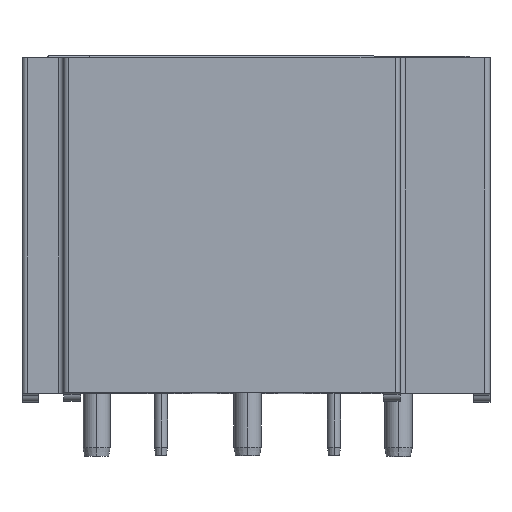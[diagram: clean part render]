
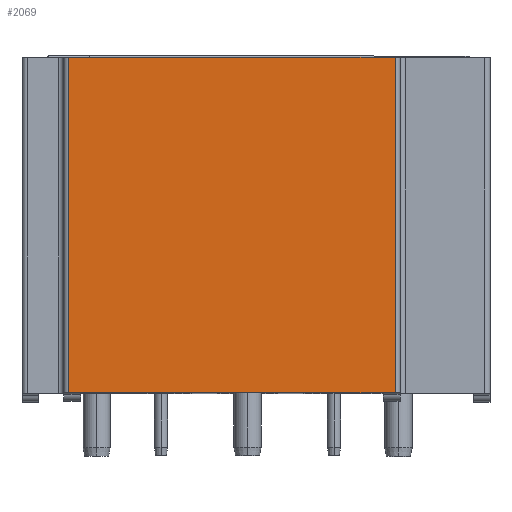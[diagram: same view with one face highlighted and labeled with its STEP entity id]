
A CAD part, top view. The second image highlights one B-rep face of the part: STEP entity #2069.
In plain terms, the highlighted planar face has unit normal (0, 0, 1).
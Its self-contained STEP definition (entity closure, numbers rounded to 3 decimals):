
#257 = ORIENTED_EDGE ( 'NONE', *, *, #4390, .T. ) ;
#519 = DIRECTION ( 'NONE',  ( 1., 0., 0. ) ) ;
#631 = EDGE_CURVE ( 'NONE', #3479, #1331, #2074, .T. ) ;
#851 = VECTOR ( 'NONE', #4069, 1000. ) ;
#993 = VECTOR ( 'NONE', #519, 1000. ) ;
#1277 = DIRECTION ( 'NONE',  ( 0., -1., 0. ) ) ;
#1289 = EDGE_CURVE ( 'NONE', #1331, #4106, #2886, .T. ) ;
#1319 = CARTESIAN_POINT ( 'NONE',  ( -13.8, 83.058, 16. ) ) ;
#1331 = VERTEX_POINT ( 'NONE', #5266 ) ;
#1487 = CARTESIAN_POINT ( 'NONE',  ( -11.05, 20.3, 16. ) ) ;
#1496 = VERTEX_POINT ( 'NONE', #1487 ) ;
#1783 = VECTOR ( 'NONE', #3189, 1000. ) ;
#2069 = ADVANCED_FACE ( 'NONE', ( #4899 ), #4959, .F. ) ;
#2074 = LINE ( 'NONE', #5012, #993 ) ;
#2117 = DIRECTION ( 'NONE',  ( 0., 0., -1. ) ) ;
#2157 = CARTESIAN_POINT ( 'NONE',  ( -11.05, 0.5, 16. ) ) ;
#2372 = CARTESIAN_POINT ( 'NONE',  ( 8.2, 83.058, 16. ) ) ;
#2846 = LINE ( 'NONE', #2856, #4410 ) ;
#2856 = CARTESIAN_POINT ( 'NONE',  ( -11.05, 83.058, 16. ) ) ;
#2886 = LINE ( 'NONE', #2372, #1783 ) ;
#3003 = EDGE_LOOP ( 'NONE', ( #3538, #4052, #3871, #257 ) ) ;
#3189 = DIRECTION ( 'NONE',  ( 0., 1., 0. ) ) ;
#3243 = CARTESIAN_POINT ( 'NONE',  ( -11.35, 20.3, 16. ) ) ;
#3384 = LINE ( 'NONE', #3243, #851 ) ;
#3479 = VERTEX_POINT ( 'NONE', #2157 ) ;
#3538 = ORIENTED_EDGE ( 'NONE', *, *, #631, .T. ) ;
#3859 = AXIS2_PLACEMENT_3D ( 'NONE', #1319, #2117, #5007 ) ;
#3871 = ORIENTED_EDGE ( 'NONE', *, *, #4288, .F. ) ;
#3873 = CARTESIAN_POINT ( 'NONE',  ( 8.2, 20.3, 16. ) ) ;
#4052 = ORIENTED_EDGE ( 'NONE', *, *, #1289, .T. ) ;
#4069 = DIRECTION ( 'NONE',  ( 1., 0., 0. ) ) ;
#4106 = VERTEX_POINT ( 'NONE', #3873 ) ;
#4288 = EDGE_CURVE ( 'NONE', #1496, #4106, #3384, .T. ) ;
#4390 = EDGE_CURVE ( 'NONE', #1496, #3479, #2846, .T. ) ;
#4410 = VECTOR ( 'NONE', #1277, 1000. ) ;
#4899 = FACE_OUTER_BOUND ( 'NONE', #3003, .T. ) ;
#4959 = PLANE ( 'NONE',  #3859 ) ;
#5007 = DIRECTION ( 'NONE',  ( -1., 0., 0. ) ) ;
#5012 = CARTESIAN_POINT ( 'NONE',  ( -13.8, 0.5, 16. ) ) ;
#5266 = CARTESIAN_POINT ( 'NONE',  ( 8.2, 0.5, 16. ) ) ;
